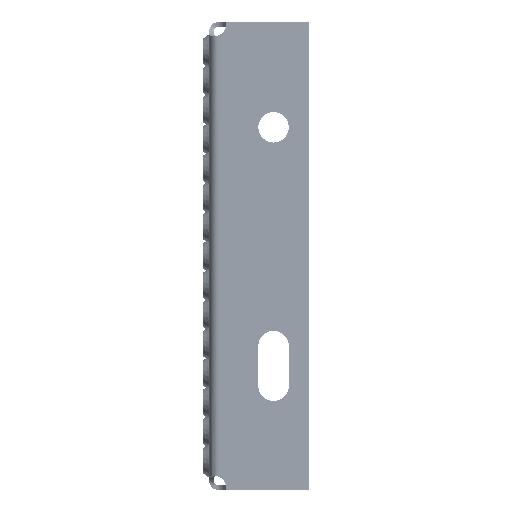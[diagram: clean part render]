
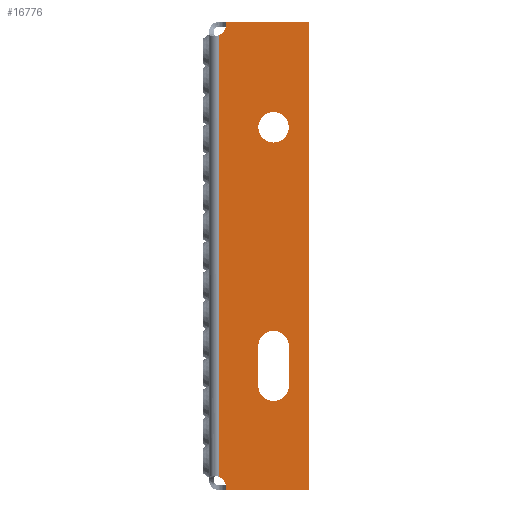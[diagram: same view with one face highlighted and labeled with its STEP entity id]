
A CAD part, left-side view. The second image highlights one B-rep face of the part: STEP entity #16776.
In plain terms, the highlighted planar face has unit normal (-1, 0, 0).
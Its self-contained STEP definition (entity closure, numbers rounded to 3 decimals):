
#19 = CARTESIAN_POINT ( 'NONE',  ( -300., -42.498, 100. ) ) ;
#520 = PLANE ( 'NONE',  #13147 ) ;
#781 = CARTESIAN_POINT ( 'NONE',  ( -300., -20.998, -55.5 ) ) ;
#1640 = FACE_BOUND ( 'NONE', #124009, .T. ) ;
#3256 = CIRCLE ( 'NONE', #14601, 5. ) ;
#5810 = VERTEX_POINT ( 'NONE', #49807 ) ;
#9614 = ORIENTED_EDGE ( 'NONE', *, *, #113211, .F. ) ;
#12130 = CIRCLE ( 'NONE', #29142, 6.5 ) ;
#12150 = DIRECTION ( 'NONE',  ( 0., -1., 0. ) ) ;
#13147 = AXIS2_PLACEMENT_3D ( 'NONE', #93368, #52416, #124556 ) ;
#13227 = EDGE_CURVE ( 'NONE', #44956, #89950, #15823, .T. ) ;
#14601 = AXIS2_PLACEMENT_3D ( 'NONE', #25830, #97870, #36171 ) ;
#15823 = LINE ( 'NONE', #76653, #122357 ) ;
#16318 = LINE ( 'NONE', #133554, #40540 ) ;
#16776 = ADVANCED_FACE ( 'NONE', ( #1640, #108171, #80688 ), #520, .T. ) ;
#17158 = CARTESIAN_POINT ( 'NONE',  ( -300., -27.498, 55. ) ) ;
#17347 = EDGE_CURVE ( 'NONE', #43012, #42946, #98254, .T. ) ;
#25830 = CARTESIAN_POINT ( 'NONE',  ( -300., -2.288, -99. ) ) ;
#27532 = DIRECTION ( 'NONE',  ( 0., -1., 0. ) ) ;
#27876 = CARTESIAN_POINT ( 'NONE',  ( -300., -42.498, -100. ) ) ;
#27954 = DIRECTION ( 'NONE',  ( 0., 0., 1. ) ) ;
#28006 = EDGE_CURVE ( 'NONE', #89950, #88001, #12130, .T. ) ;
#28568 = AXIS2_PLACEMENT_3D ( 'NONE', #30492, #102632, #40881 ) ;
#29142 = AXIS2_PLACEMENT_3D ( 'NONE', #47247, #119447, #57607 ) ;
#30492 = CARTESIAN_POINT ( 'NONE',  ( -300., -27.498, -38.5 ) ) ;
#31067 = EDGE_LOOP ( 'NONE', ( #109855, #122573, #58338, #87158, #67430, #114051 ) ) ;
#32158 = CARTESIAN_POINT ( 'NONE',  ( -300., -27.498, 55. ) ) ;
#36171 = DIRECTION ( 'NONE',  ( 0., 0., 1. ) ) ;
#40540 = VECTOR ( 'NONE', #71741, 1000. ) ;
#40881 = DIRECTION ( 'NONE',  ( 0., -1., 0. ) ) ;
#42053 = AXIS2_PLACEMENT_3D ( 'NONE', #17158, #89249, #27532 ) ;
#42542 = DIRECTION ( 'NONE',  ( 0., -1., 0. ) ) ;
#42946 = VERTEX_POINT ( 'NONE', #64452 ) ;
#43012 = VERTEX_POINT ( 'NONE', #75675 ) ;
#44360 = CARTESIAN_POINT ( 'NONE',  ( -300., -2.288, 99. ) ) ;
#44956 = VERTEX_POINT ( 'NONE', #127758 ) ;
#47247 = CARTESIAN_POINT ( 'NONE',  ( -300., -27.498, -55.5 ) ) ;
#49807 = CARTESIAN_POINT ( 'NONE',  ( -300., -20.998, 55. ) ) ;
#51545 = EDGE_CURVE ( 'NONE', #88001, #52950, #16318, .T. ) ;
#51869 = CARTESIAN_POINT ( 'NONE',  ( -300., -42.498, 100. ) ) ;
#52416 = DIRECTION ( 'NONE',  ( -1., 0., 0. ) ) ;
#52950 = VERTEX_POINT ( 'NONE', #99318 ) ;
#53146 = CARTESIAN_POINT ( 'NONE',  ( -300., -4., -99. ) ) ;
#53360 = EDGE_LOOP ( 'NONE', ( #67712, #9614 ) ) ;
#54673 = ORIENTED_EDGE ( 'NONE', *, *, #13227, .F. ) ;
#54762 = DIRECTION ( 'NONE',  ( 0., 0., 1. ) ) ;
#55130 = EDGE_CURVE ( 'NONE', #5810, #106648, #97792, .T. ) ;
#55952 = DIRECTION ( 'NONE',  ( 0., 0., -1. ) ) ;
#57607 = DIRECTION ( 'NONE',  ( 0., -1., 0. ) ) ;
#58338 = ORIENTED_EDGE ( 'NONE', *, *, #94904, .T. ) ;
#59341 = LINE ( 'NONE', #19, #93170 ) ;
#61410 = CIRCLE ( 'NONE', #28568, 6.5 ) ;
#62971 = EDGE_CURVE ( 'NONE', #86391, #80693, #59341, .T. ) ;
#64452 = CARTESIAN_POINT ( 'NONE',  ( -300., -4., 94.302 ) ) ;
#65120 = AXIS2_PLACEMENT_3D ( 'NONE', #32158, #104302, #42542 ) ;
#65395 = CARTESIAN_POINT ( 'NONE',  ( -300., -7.187, -100. ) ) ;
#66073 = VECTOR ( 'NONE', #27954, 1000. ) ;
#67430 = ORIENTED_EDGE ( 'NONE', *, *, #62971, .T. ) ;
#67712 = ORIENTED_EDGE ( 'NONE', *, *, #55130, .F. ) ;
#70861 = VECTOR ( 'NONE', #84179, 1000. ) ;
#71741 = DIRECTION ( 'NONE',  ( 0., 0., 1. ) ) ;
#72150 = DIRECTION ( 'NONE',  ( 0., 1., 0. ) ) ;
#74991 = ORIENTED_EDGE ( 'NONE', *, *, #51545, .F. ) ;
#75675 = CARTESIAN_POINT ( 'NONE',  ( -300., -4., -94.302 ) ) ;
#76653 = CARTESIAN_POINT ( 'NONE',  ( -300., -20.998, -99. ) ) ;
#80290 = CIRCLE ( 'NONE', #129304, 5. ) ;
#80688 = FACE_OUTER_BOUND ( 'NONE', #31067, .T. ) ;
#80693 = VERTEX_POINT ( 'NONE', #118280 ) ;
#82703 = EDGE_CURVE ( 'NONE', #43012, #123253, #3256, .T. ) ;
#84179 = DIRECTION ( 'NONE',  ( 0., 0., 1. ) ) ;
#84232 = CARTESIAN_POINT ( 'NONE',  ( -300., -7.187, -100. ) ) ;
#86391 = VERTEX_POINT ( 'NONE', #51869 ) ;
#87158 = ORIENTED_EDGE ( 'NONE', *, *, #133125, .T. ) ;
#88001 = VERTEX_POINT ( 'NONE', #116726 ) ;
#89249 = DIRECTION ( 'NONE',  ( -1., 0., 0. ) ) ;
#89950 = VERTEX_POINT ( 'NONE', #781 ) ;
#93170 = VECTOR ( 'NONE', #72150, 1000. ) ;
#93368 = CARTESIAN_POINT ( 'NONE',  ( -300., -2.288, -99. ) ) ;
#93431 = LINE ( 'NONE', #99614, #66073 ) ;
#94904 = EDGE_CURVE ( 'NONE', #123253, #124877, #100343, .T. ) ;
#97792 = CIRCLE ( 'NONE', #65120, 6.5 ) ;
#97870 = DIRECTION ( 'NONE',  ( 1., 0., 0. ) ) ;
#98254 = LINE ( 'NONE', #53146, #70861 ) ;
#99318 = CARTESIAN_POINT ( 'NONE',  ( -300., -33.998, -38.5 ) ) ;
#99614 = CARTESIAN_POINT ( 'NONE',  ( -300., -42.498, -100. ) ) ;
#100343 = LINE ( 'NONE', #84232, #127825 ) ;
#100842 = EDGE_CURVE ( 'NONE', #52950, #44956, #61410, .T. ) ;
#102632 = DIRECTION ( 'NONE',  ( -1., 0., 0. ) ) ;
#102950 = CIRCLE ( 'NONE', #42053, 6.5 ) ;
#104302 = DIRECTION ( 'NONE',  ( -1., 0., 0. ) ) ;
#105772 = EDGE_CURVE ( 'NONE', #80693, #42946, #80290, .T. ) ;
#106648 = VERTEX_POINT ( 'NONE', #112722 ) ;
#108171 = FACE_BOUND ( 'NONE', #53360, .T. ) ;
#109855 = ORIENTED_EDGE ( 'NONE', *, *, #17347, .F. ) ;
#112722 = CARTESIAN_POINT ( 'NONE',  ( -300., -33.998, 55. ) ) ;
#113211 = EDGE_CURVE ( 'NONE', #106648, #5810, #102950, .T. ) ;
#114051 = ORIENTED_EDGE ( 'NONE', *, *, #105772, .T. ) ;
#116572 = DIRECTION ( 'NONE',  ( 1., 0., 0. ) ) ;
#116726 = CARTESIAN_POINT ( 'NONE',  ( -300., -33.998, -55.5 ) ) ;
#118280 = CARTESIAN_POINT ( 'NONE',  ( -300., -7.187, 100. ) ) ;
#119447 = DIRECTION ( 'NONE',  ( -1., 0., 0. ) ) ;
#122357 = VECTOR ( 'NONE', #55952, 1000. ) ;
#122573 = ORIENTED_EDGE ( 'NONE', *, *, #82703, .T. ) ;
#123253 = VERTEX_POINT ( 'NONE', #65395 ) ;
#124009 = EDGE_LOOP ( 'NONE', ( #124134, #74991, #130438, #54673 ) ) ;
#124134 = ORIENTED_EDGE ( 'NONE', *, *, #100842, .F. ) ;
#124556 = DIRECTION ( 'NONE',  ( 0., 0., 1. ) ) ;
#124877 = VERTEX_POINT ( 'NONE', #27876 ) ;
#127758 = CARTESIAN_POINT ( 'NONE',  ( -300., -20.998, -38.5 ) ) ;
#127825 = VECTOR ( 'NONE', #12150, 1000. ) ;
#129304 = AXIS2_PLACEMENT_3D ( 'NONE', #44360, #116572, #54762 ) ;
#130438 = ORIENTED_EDGE ( 'NONE', *, *, #28006, .F. ) ;
#133125 = EDGE_CURVE ( 'NONE', #124877, #86391, #93431, .T. ) ;
#133554 = CARTESIAN_POINT ( 'NONE',  ( -300., -33.998, -99. ) ) ;
